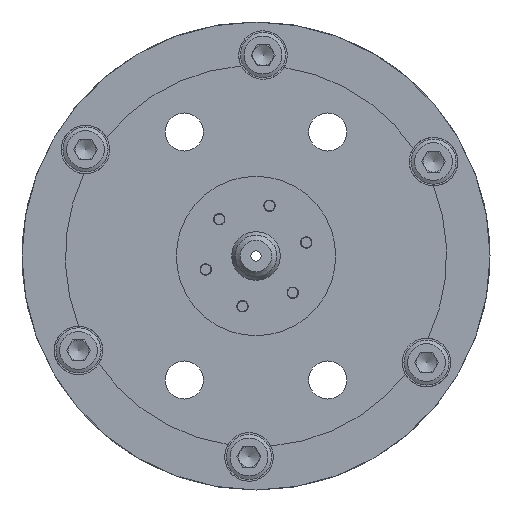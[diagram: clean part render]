
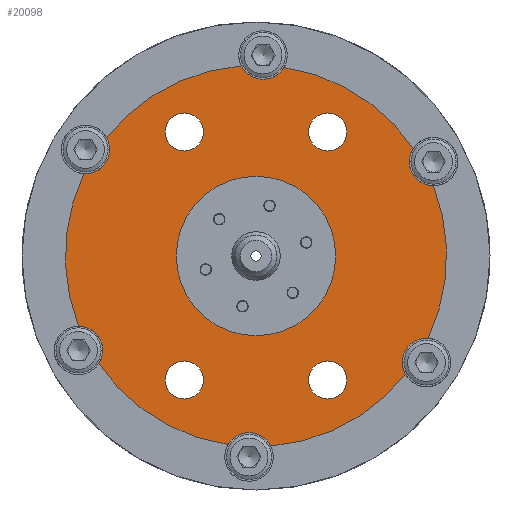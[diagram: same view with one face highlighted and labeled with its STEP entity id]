
A CAD part, left-side view. The second image highlights one B-rep face of the part: STEP entity #20098.
In plain terms, the highlighted planar face has unit normal (-1, 0, 0).
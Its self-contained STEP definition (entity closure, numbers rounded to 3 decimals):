
#637=PLANE('',#21425);
#3833=ORIENTED_EDGE('',*,*,#6424,.F.);
#3834=ORIENTED_EDGE('',*,*,#6536,.F.);
#3835=ORIENTED_EDGE('',*,*,#6467,.F.);
#3836=ORIENTED_EDGE('',*,*,#6537,.F.);
#3837=ORIENTED_EDGE('',*,*,#6444,.F.);
#3838=ORIENTED_EDGE('',*,*,#6538,.F.);
#3839=ORIENTED_EDGE('',*,*,#6439,.F.);
#3840=ORIENTED_EDGE('',*,*,#6539,.F.);
#3841=ORIENTED_EDGE('',*,*,#6434,.F.);
#3842=ORIENTED_EDGE('',*,*,#6540,.F.);
#3843=ORIENTED_EDGE('',*,*,#6429,.F.);
#3844=ORIENTED_EDGE('',*,*,#6541,.F.);
#3845=ORIENTED_EDGE('',*,*,#6535,.T.);
#3846=ORIENTED_EDGE('',*,*,#6518,.F.);
#3847=ORIENTED_EDGE('',*,*,#6499,.T.);
#3848=ORIENTED_EDGE('',*,*,#6487,.T.);
#3849=ORIENTED_EDGE('',*,*,#6475,.F.);
#6424=EDGE_CURVE('',#7922,#7919,#8951,.T.);
#6429=EDGE_CURVE('',#7927,#7924,#8954,.T.);
#6434=EDGE_CURVE('',#7932,#7929,#8957,.T.);
#6439=EDGE_CURVE('',#7937,#7934,#8960,.T.);
#6444=EDGE_CURVE('',#7942,#7939,#8963,.T.);
#6467=EDGE_CURVE('',#7965,#7962,#8984,.T.);
#6475=EDGE_CURVE('',#7971,#7971,#8986,.T.);
#6487=EDGE_CURVE('',#7978,#7978,#8992,.T.);
#6499=EDGE_CURVE('',#7985,#7985,#8998,.T.);
#6518=EDGE_CURVE('',#7999,#7999,#9009,.T.);
#6535=EDGE_CURVE('',#8013,#8013,#9024,.T.);
#6536=EDGE_CURVE('',#7962,#7922,#9025,.T.);
#6537=EDGE_CURVE('',#7939,#7965,#9026,.T.);
#6538=EDGE_CURVE('',#7934,#7942,#9027,.T.);
#6539=EDGE_CURVE('',#7929,#7937,#9028,.T.);
#6540=EDGE_CURVE('',#7924,#7932,#9029,.T.);
#6541=EDGE_CURVE('',#7919,#7927,#9030,.T.);
#7919=VERTEX_POINT('',#28408);
#7922=VERTEX_POINT('',#28413);
#7924=VERTEX_POINT('',#28420);
#7927=VERTEX_POINT('',#28425);
#7929=VERTEX_POINT('',#28432);
#7932=VERTEX_POINT('',#28437);
#7934=VERTEX_POINT('',#28444);
#7937=VERTEX_POINT('',#28449);
#7939=VERTEX_POINT('',#28456);
#7942=VERTEX_POINT('',#28461);
#7962=VERTEX_POINT('',#28516);
#7965=VERTEX_POINT('',#28521);
#7971=VERTEX_POINT('',#28540);
#7978=VERTEX_POINT('',#28564);
#7985=VERTEX_POINT('',#28588);
#7999=VERTEX_POINT('',#28630);
#8013=VERTEX_POINT('',#28671);
#8951=CIRCLE('',#21296,7.);
#8954=CIRCLE('',#21301,7.);
#8957=CIRCLE('',#21306,7.);
#8960=CIRCLE('',#21311,7.);
#8963=CIRCLE('',#21316,7.);
#8984=CIRCLE('',#21351,7.);
#8986=CIRCLE('',#21357,5.5);
#8992=CIRCLE('',#21368,5.5);
#8998=CIRCLE('',#21379,5.5);
#9009=CIRCLE('',#21399,5.5);
#9024=CIRCLE('',#21424,23.);
#9025=CIRCLE('',#21426,55.);
#9026=CIRCLE('',#21427,55.);
#9027=CIRCLE('',#21428,55.);
#9028=CIRCLE('',#21429,55.);
#9029=CIRCLE('',#21430,55.);
#9030=CIRCLE('',#21431,55.);
#9998=EDGE_LOOP('',(#3833,#3834,#3835,#3836,#3837,#3838,#3839,#3840,#3841,
#3842,#3843,#3844));
#9999=EDGE_LOOP('',(#3845));
#10000=EDGE_LOOP('',(#3846));
#10001=EDGE_LOOP('',(#3847));
#10002=EDGE_LOOP('',(#3848));
#10003=EDGE_LOOP('',(#3849));
#11543=FACE_BOUND('',#9998,.T.);
#11544=FACE_BOUND('',#9999,.T.);
#11545=FACE_BOUND('',#10000,.T.);
#11546=FACE_BOUND('',#10001,.T.);
#11547=FACE_BOUND('',#10002,.T.);
#11548=FACE_BOUND('',#10003,.T.);
#20098=ADVANCED_FACE('',(#11543,#11544,#11545,#11546,#11547,#11548),#637,
 .T.);
#21296=AXIS2_PLACEMENT_3D('',#28414,#23893,#23894);
#21301=AXIS2_PLACEMENT_3D('',#28426,#23905,#23906);
#21306=AXIS2_PLACEMENT_3D('',#28438,#23917,#23918);
#21311=AXIS2_PLACEMENT_3D('',#28450,#23929,#23930);
#21316=AXIS2_PLACEMENT_3D('',#28462,#23941,#23942);
#21351=AXIS2_PLACEMENT_3D('',#28522,#24013,#24014);
#21357=AXIS2_PLACEMENT_3D('',#28539,#24031,#24032);
#21368=AXIS2_PLACEMENT_3D('',#28563,#24059,#24060);
#21379=AXIS2_PLACEMENT_3D('',#28587,#24087,#24088);
#21399=AXIS2_PLACEMENT_3D('',#28629,#24135,#24136);
#21424=AXIS2_PLACEMENT_3D('',#28670,#24187,#24188);
#21425=AXIS2_PLACEMENT_3D('',#28672,#24189,#24190);
#21426=AXIS2_PLACEMENT_3D('',#28673,#24191,#24192);
#21427=AXIS2_PLACEMENT_3D('',#28674,#24193,#24194);
#21428=AXIS2_PLACEMENT_3D('',#28675,#24195,#24196);
#21429=AXIS2_PLACEMENT_3D('',#28676,#24197,#24198);
#21430=AXIS2_PLACEMENT_3D('',#28677,#24199,#24200);
#21431=AXIS2_PLACEMENT_3D('',#28678,#24201,#24202);
#23893=DIRECTION('',(-1.,0.,0.));
#23894=DIRECTION('',(0.,0.,1.));
#23905=DIRECTION('',(-1.,0.,0.));
#23906=DIRECTION('',(0.,0.,1.));
#23917=DIRECTION('',(-1.,0.,0.));
#23918=DIRECTION('',(0.,0.,1.));
#23929=DIRECTION('',(-1.,0.,0.));
#23930=DIRECTION('',(0.,0.,1.));
#23941=DIRECTION('',(-1.,0.,0.));
#23942=DIRECTION('',(0.,0.,1.));
#24013=DIRECTION('',(-1.,0.,0.));
#24014=DIRECTION('',(0.,0.,1.));
#24031=DIRECTION('',(-1.,0.,0.));
#24032=DIRECTION('',(0.,0.,-1.));
#24059=DIRECTION('',(1.,0.,0.));
#24060=DIRECTION('',(0.,0.,-1.));
#24087=DIRECTION('',(1.,0.,0.));
#24088=DIRECTION('',(0.,0.,1.));
#24135=DIRECTION('',(-1.,0.,0.));
#24136=DIRECTION('',(0.,0.,1.));
#24187=DIRECTION('',(1.,0.,0.));
#24188=DIRECTION('',(0.,0.,-1.));
#24189=DIRECTION('',(-1.,0.,0.));
#24190=DIRECTION('',(0.,0.,1.));
#24191=DIRECTION('',(1.,0.,0.));
#24192=DIRECTION('',(0.,0.,-1.));
#24193=DIRECTION('',(1.,0.,0.));
#24194=DIRECTION('',(0.,0.,-1.));
#24195=DIRECTION('',(1.,0.,0.));
#24196=DIRECTION('',(0.,0.,-1.));
#24197=DIRECTION('',(1.,0.,0.));
#24198=DIRECTION('',(0.,0.,-1.));
#24199=DIRECTION('',(1.,0.,0.));
#24200=DIRECTION('',(0.,0.,-1.));
#24201=DIRECTION('',(1.,0.,0.));
#24202=DIRECTION('',(0.,0.,-1.));
#28408=CARTESIAN_POINT('',(-105.,43.092,34.178));
#28413=CARTESIAN_POINT('',(-105.,49.609,23.748));
#28414=CARTESIAN_POINT('',(-105.,49.187,30.735));
#28420=CARTESIAN_POINT('',(-105.,-8.053,54.407));
#28425=CARTESIAN_POINT('',(-105.,4.238,54.836));
#28426=CARTESIAN_POINT('',(-105.,-2.024,57.965));
#28432=CARTESIAN_POINT('',(-105.,-51.145,20.23));
#28437=CARTESIAN_POINT('',(-105.,-45.371,31.088));
#28438=CARTESIAN_POINT('',(-105.,-51.211,27.229));
#28444=CARTESIAN_POINT('',(-105.,-43.092,-34.178));
#28449=CARTESIAN_POINT('',(-105.,-49.609,-23.748));
#28450=CARTESIAN_POINT('',(-105.,-49.187,-30.735));
#28456=CARTESIAN_POINT('',(-105.,8.053,-54.407));
#28461=CARTESIAN_POINT('',(-105.,-4.238,-54.836));
#28462=CARTESIAN_POINT('',(-105.,2.024,-57.965));
#28516=CARTESIAN_POINT('',(-105.,51.145,-20.23));
#28521=CARTESIAN_POINT('',(-105.,45.371,-31.088));
#28522=CARTESIAN_POINT('',(-105.,51.211,-27.229));
#28539=CARTESIAN_POINT('',(-105.,-20.65,35.767));
#28540=CARTESIAN_POINT('',(-105.,-20.65,30.267));
#28563=CARTESIAN_POINT('',(-105.,20.65,35.767));
#28564=CARTESIAN_POINT('',(-105.,20.65,30.267));
#28587=CARTESIAN_POINT('',(-105.,-20.65,-35.767));
#28588=CARTESIAN_POINT('',(-105.,-20.65,-30.267));
#28629=CARTESIAN_POINT('',(-105.,20.65,-35.767));
#28630=CARTESIAN_POINT('',(-105.,20.65,-30.267));
#28670=CARTESIAN_POINT('',(-105.,0.,0.));
#28671=CARTESIAN_POINT('',(-105.,0.,-23.));
#28672=CARTESIAN_POINT('',(-105.,0.,-55.));
#28673=CARTESIAN_POINT('',(-105.,0.,0.));
#28674=CARTESIAN_POINT('',(-105.,0.,0.));
#28675=CARTESIAN_POINT('',(-105.,0.,0.));
#28676=CARTESIAN_POINT('',(-105.,0.,0.));
#28677=CARTESIAN_POINT('',(-105.,0.,0.));
#28678=CARTESIAN_POINT('',(-105.,0.,0.));
